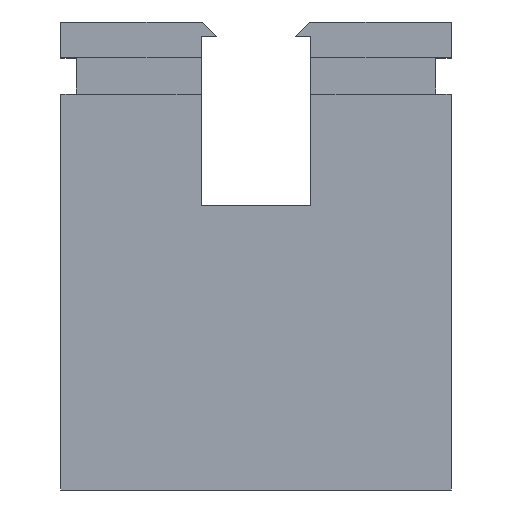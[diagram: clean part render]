
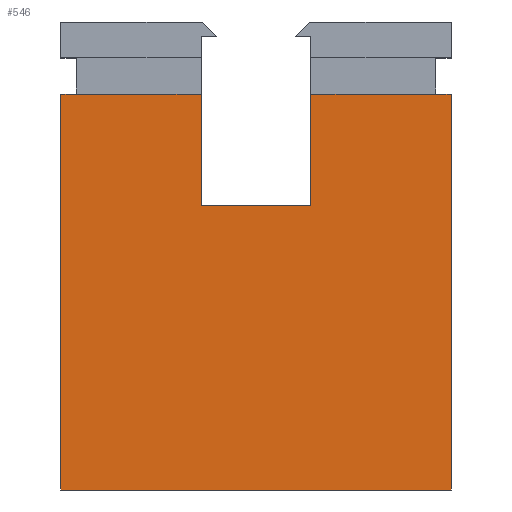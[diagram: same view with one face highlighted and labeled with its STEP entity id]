
A CAD part, left-side view. The second image highlights one B-rep face of the part: STEP entity #546.
In plain terms, the highlighted planar face has unit normal (-1, 0, 0).
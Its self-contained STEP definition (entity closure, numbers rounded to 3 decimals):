
#120=CARTESIAN_POINT('',(-1.22,0.7,7.59));
#121=VERTEX_POINT('',#120);
#128=CARTESIAN_POINT('',(-1.22,0.7,6.166));
#129=VERTEX_POINT('',#128);
#130=CARTESIAN_POINT('',(-1.22,0.7,8.325));
#131=DIRECTION('',(0.0,0.0,-1.0));
#132=VECTOR('',#131,1.0);
#133=LINE('',#130,#132);
#134=EDGE_CURVE('n� 298',#121,#129,#133,.T.);
#152=CARTESIAN_POINT('',(-1.22,-0.7,6.166));
#153=VERTEX_POINT('',#152);
#167=CARTESIAN_POINT('',(-1.22,-0.7,6.166));
#168=DIRECTION('',(-0.0,1.0,0.0));
#169=VECTOR('',#168,1.0);
#170=LINE('',#167,#169);
#171=EDGE_CURVE('n� 96',#153,#129,#170,.T.);
#198=CARTESIAN_POINT('',(-1.22,-0.7,7.59));
#199=VERTEX_POINT('',#198);
#200=CARTESIAN_POINT('',(-1.22,-0.7,8.325));
#201=DIRECTION('',(0.0,0.0,-1.0));
#202=VECTOR('',#201,1.0);
#203=LINE('',#200,#202);
#204=EDGE_CURVE('n� 292',#199,#153,#203,.T.);
#466=CARTESIAN_POINT('',(-1.22,2.29,7.59));
#467=VERTEX_POINT('',#466);
#468=CARTESIAN_POINT('',(-1.22,2.49,7.59));
#469=DIRECTION('',(0.0,-1.0,-0.0));
#470=VECTOR('',#469,1.0);
#471=LINE('',#468,#470);
#472=EDGE_CURVE('n� 311',#467,#121,#471,.T.);
#473=ORIENTED_EDGE('',*,*,#472,.F.);
#474=CARTESIAN_POINT('',(-1.22,2.29,7.587));
#475=VERTEX_POINT('',#474);
#476=CARTESIAN_POINT('',(-1.22,2.29,8.049));
#477=DIRECTION('',(0.0,0.0,-1.0));
#478=VECTOR('',#477,1.0);
#479=LINE('',#476,#478);
#480=EDGE_CURVE('n� 109',#467,#475,#479,.T.);
#481=ORIENTED_EDGE('',*,*,#480,.T.);
#482=CARTESIAN_POINT('',(-1.22,2.49,7.587));
#483=VERTEX_POINT('',#482);
#484=CARTESIAN_POINT('',(-1.22,2.29,7.587));
#485=DIRECTION('',(-0.0,1.0,0.0));
#486=VECTOR('',#485,1.0);
#487=LINE('',#484,#486);
#488=EDGE_CURVE('n� 108',#475,#483,#487,.T.);
#489=ORIENTED_EDGE('',*,*,#488,.T.);
#490=CARTESIAN_POINT('',(-1.22,2.49,2.54));
#491=VERTEX_POINT('',#490);
#492=CARTESIAN_POINT('',(-1.22,2.49,7.587));
#493=DIRECTION('',(0.0,0.0,-1.0));
#494=VECTOR('',#493,1.0);
#495=LINE('',#492,#494);
#496=EDGE_CURVE('n� 107',#483,#491,#495,.T.);
#497=ORIENTED_EDGE('',*,*,#496,.T.);
#498=CARTESIAN_POINT('',(-1.22,-2.49,2.54));
#499=VERTEX_POINT('',#498);
#500=CARTESIAN_POINT('',(-1.22,2.49,2.54));
#501=DIRECTION('',(0.0,-1.0,-0.0));
#502=VECTOR('',#501,1.0);
#503=LINE('',#500,#502);
#504=EDGE_CURVE('n� 106',#491,#499,#503,.T.);
#505=ORIENTED_EDGE('',*,*,#504,.T.);
#506=CARTESIAN_POINT('',(-1.22,-2.49,7.587));
#507=VERTEX_POINT('',#506);
#508=CARTESIAN_POINT('',(-1.22,-2.49,2.54));
#509=DIRECTION('',(0.0,-0.0,1.0));
#510=VECTOR('',#509,1.0);
#511=LINE('',#508,#510);
#512=EDGE_CURVE('n� 105',#499,#507,#511,.T.);
#513=ORIENTED_EDGE('',*,*,#512,.T.);
#514=CARTESIAN_POINT('',(-1.22,-2.29,7.587));
#515=VERTEX_POINT('',#514);
#516=CARTESIAN_POINT('',(-1.22,-2.49,7.587));
#517=DIRECTION('',(-0.0,1.0,0.0));
#518=VECTOR('',#517,1.0);
#519=LINE('',#516,#518);
#520=EDGE_CURVE('n� 104',#507,#515,#519,.T.);
#521=ORIENTED_EDGE('',*,*,#520,.T.);
#522=CARTESIAN_POINT('',(-1.22,-2.29,7.59));
#523=VERTEX_POINT('',#522);
#524=CARTESIAN_POINT('',(-1.22,-2.29,7.587));
#525=DIRECTION('',(0.0,-0.0,1.0));
#526=VECTOR('',#525,1.0);
#527=LINE('',#524,#526);
#528=EDGE_CURVE('n� 103',#515,#523,#527,.T.);
#529=ORIENTED_EDGE('',*,*,#528,.T.);
#530=CARTESIAN_POINT('',(-1.22,2.49,7.59));
#531=DIRECTION('',(0.0,-1.0,-0.0));
#532=VECTOR('',#531,1.0);
#533=LINE('',#530,#532);
#534=EDGE_CURVE('n� 307',#199,#523,#533,.T.);
#535=ORIENTED_EDGE('',*,*,#534,.F.);
#536=ORIENTED_EDGE('',*,*,#204,.T.);
#537=ORIENTED_EDGE('',*,*,#171,.T.);
#538=ORIENTED_EDGE('',*,*,#134,.F.);
#539=EDGE_LOOP('',(
    #473,#481,#489,#497,#505,#513,#521,#529,#535,#536,
    #537,#538));
#540=FACE_OUTER_BOUND('',#539,.T.);
#541=CARTESIAN_POINT('',(-1.22,2.49,8.51));
#542=DIRECTION('',(-1.0,-0.0,-0.0));
#543=DIRECTION('',(0.0,-1.0,-0.0));
#544=AXIS2_PLACEMENT_3D('',#541,#542,#543);
#545=PLANE('',#544);
#546=ADVANCED_FACE('n� 306',(#540),#545,.T.);
